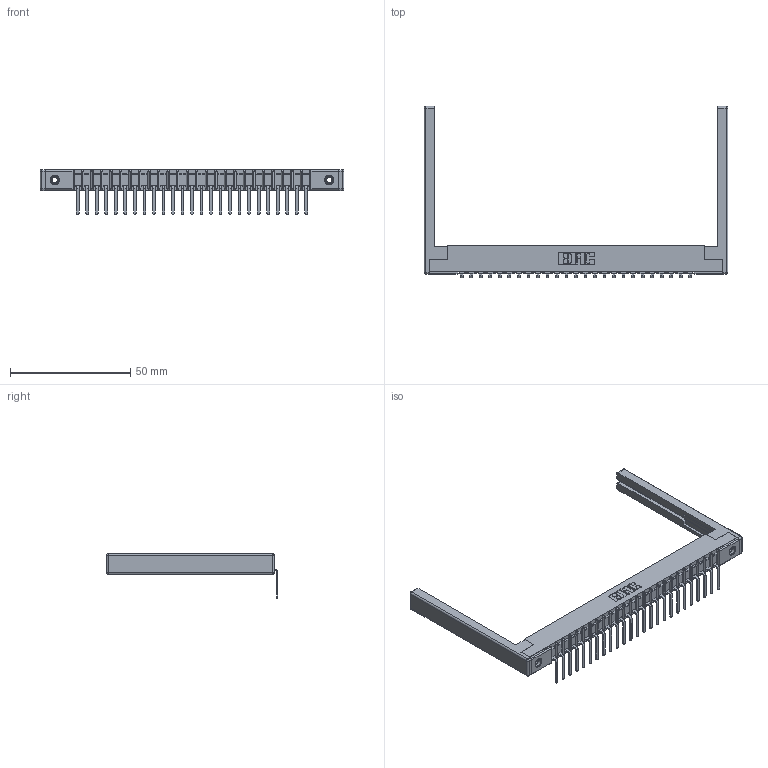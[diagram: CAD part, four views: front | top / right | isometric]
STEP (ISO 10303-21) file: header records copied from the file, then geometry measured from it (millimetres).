
FILE_DESCRIPTION (( 'STEP AP203' ), '1' );
FILE_NAME ('357-025-557-168.STEP', '2019-09-17T00:54:26', ( '' ), ( '' ), 'SwSTEP 2.0', 'SolidWorks 2016', '' );
FILE_SCHEMA (( 'CONFIG_CONTROL_DESIGN' ));
Length unit declared in the file: inch
Products named in the file (5): 307-290-002_557; 307 Part_.156 Dia Mounting Holes; 345-250-001_345-250-001-102; 307-220-068; 357-025-557-168
Assembly tree (30 placements, depth 2):
  357-025-557-168
    307 Part_.156 Dia Mounting Holes
    307-290-002_557  x25
    307-220-068  x2
    345-250-001_345-250-001-102  x2
Bounding box: 126.49 x 71.29 x 18.67 mm (x, y, z)
Volume: 12978.6 mm3; surface area: 19913.8 mm2
Topology: 30 solids, 30 shells, 2248 faces, 6813 edges, 4450 vertices
Faces by surface type: plane 1333, cylinder 839, sphere 60, cone 12, torus 4
Entity records: 27141 total; most frequent: CARTESIAN_POINT 4541, ORIENTED_EDGE 4520, DIRECTION 4438, EDGE_CURVE 2260, LINE 1720, VECTOR 1720, VERTEX_POINT 1462, AXIS2_PLACEMENT_3D 1359
